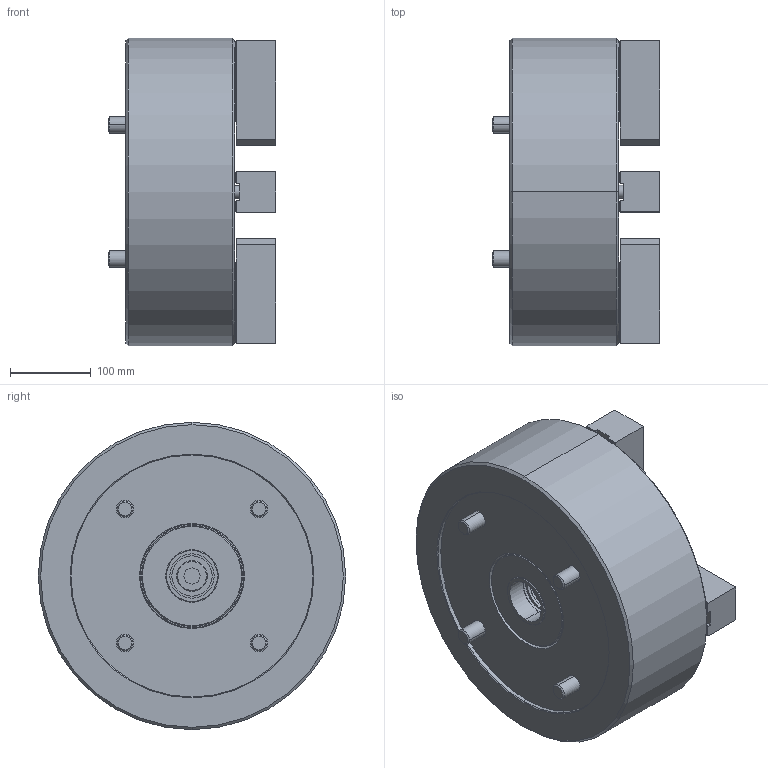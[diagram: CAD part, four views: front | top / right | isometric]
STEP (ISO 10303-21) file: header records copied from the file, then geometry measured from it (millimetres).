
FILE_DESCRIPTION (( 'STEP AP203' ), '1' );
FILE_NAME ('CF-4T-15.STEP', '2020-10-30T09:18:20', ( '' ), ( '' ), 'SwSTEP 2.0', 'SolidWorks 2016', '' );
FILE_SCHEMA (( 'CONFIG_CONTROL_DESIGN' ));
Length unit declared in the file: millimetre
Products named in the file (9): 半圓頭六角孔螺栓_M6x12; SJ-12H; 圓頭內六角螺栓_M16x35; CF-4T-15; CF-4T-15-0100G; CF-4T-15-02000; CF-4T-15-08000; CF-4T-15-09000; 圓頭內六角螺栓_M20x130
Assembly tree (24 placements, depth 2):
  CF-4T-15
    CF-4T-15-0100G
    CF-4T-15-02000
    CF-4T-15-08000
    CF-4T-15-09000
    圓頭內六角螺栓_M20x130  x4
    半圓頭六角孔螺栓_M6x12  x4
    SJ-12H  x4
    圓頭內六角螺栓_M16x35  x8
Bounding box: 208 x 381 x 381 mm (x, y, z)
Volume: 15670516 mm3; surface area: 859551.1 mm2
Topology: 24 solids, 24 shells, 2862 faces, 8044 edges, 5284 vertices
Faces by surface type: plane 1974, cylinder 726, cone 152, torus 10
Entity records: 27745 total; most frequent: CARTESIAN_POINT 5537, ORIENTED_EDGE 4568, DIRECTION 4088, EDGE_CURVE 2284, VECTOR 1640, LINE 1640, VERTEX_POINT 1497, AXIS2_PLACEMENT_3D 1224
